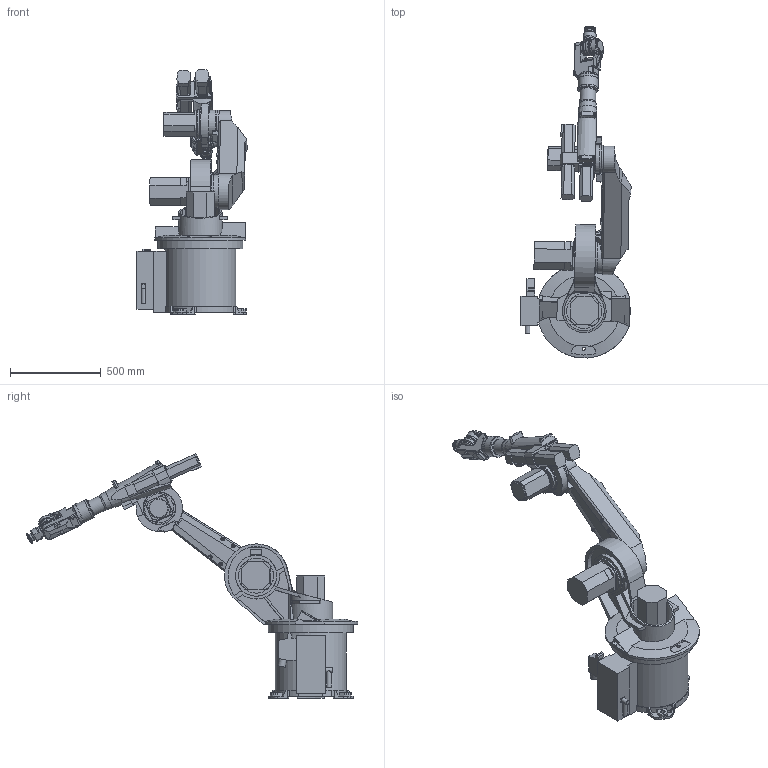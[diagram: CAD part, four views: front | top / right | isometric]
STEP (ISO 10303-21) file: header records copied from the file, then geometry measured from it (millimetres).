
FILE_DESCRIPTION(/* description */ (''),/* implementation_level */ '2;1');
FILE_NAME(/* name */ 'KR6-2.stp',/* time_stamp */ '2015-02-24T20:35:07+01:00',/* author */ ('Pietro'),/* organization */ (''),/* preprocessor_version */ 'ST-DEVELOPER v15.6',/* originating_system */ 'Autodesk Inventor 2015',/* authorisation */ '');
FILE_SCHEMA (('AUTOMOTIVE_DESIGN { 1 0 10303 214 3 1 1 }'));
Length unit declared in the file: millimetre
Products named in the file (14): KR6-2 Sockel; KR6-2 Achse5; KR6-2 Motor1; KR6-2 Motor2; KR6-2 Motor3; KR6-2 Achse 3; KR6-2 Achse 6; KR6-2 Motor4; KR6-2 Motor5; KR6-2 Motor6; KR6-2 Flansch; KR6-2 Achse 1; KR6-2 Arm1; KR6-2
Assembly tree (13 placements, depth 2):
  KR6-2
    KR6-2 Sockel
    KR6-2 Achse5
    KR6-2 Motor1
    KR6-2 Motor2
    KR6-2 Motor3
    KR6-2 Achse 3
    KR6-2 Achse 6
    KR6-2 Motor4
    KR6-2 Motor5
    KR6-2 Motor6
    KR6-2 Flansch
    KR6-2 Achse 1
    KR6-2 Arm1
Bounding box: 605.93 x 1826.66 x 1345.94 mm (x, y, z)
Volume: 113359157.6 mm3; surface area: 3994971.2 mm2
Topology: 13 solids, 14 shells, 1560 faces, 4257 edges, 2808 vertices
Faces by surface type: plane 1047, cylinder 264, bspline 202, cone 43, sphere 4
Full cylindrical faces by diameter (mm): 4 x12, 4.8 x11, 5 x6, 7 x13, 7.3 x4, 8 x1, 15 x2, 18 x1, 20 x6, 24 x3, 26 x2, 31.6 x1, 40 x1, 43 x1, 49 x1, 64 x2, 70 x1, 72 x1, 82 x2, 84 x1, 85 x1, 86 x1, 88 x1, 107 x1, 110 x1, 112 x2, 113 x1, 114 x1, 155 x2, 156 x1
Entity records: 57594 total; most frequent: CARTESIAN_POINT 18327, ORIENTED_EDGE 8494, DIRECTION 7256, EDGE_CURVE 4247, VERTEX_POINT 2808, LINE 2806, VECTOR 2806, AXIS2_PLACEMENT_3D 2225
